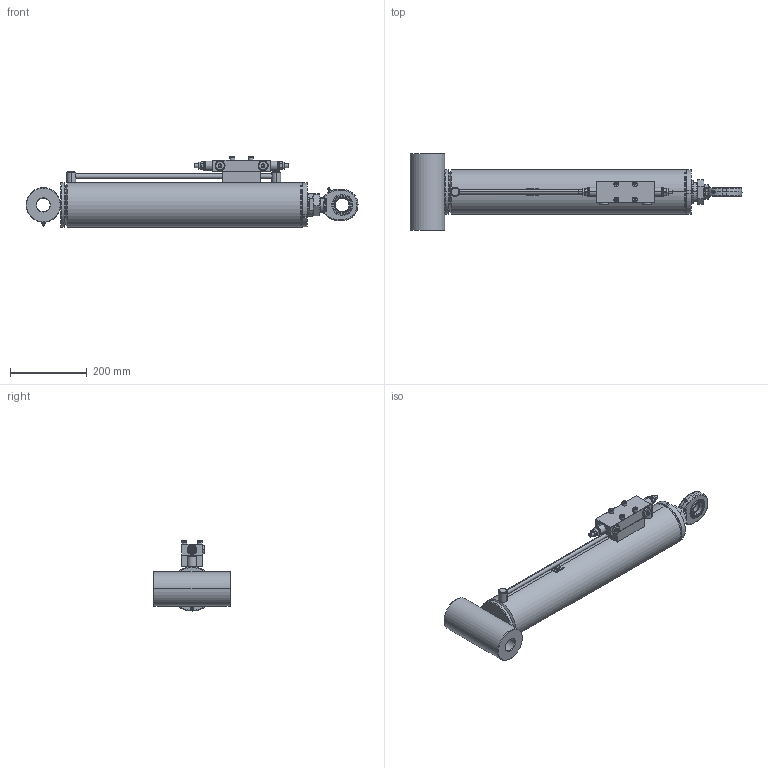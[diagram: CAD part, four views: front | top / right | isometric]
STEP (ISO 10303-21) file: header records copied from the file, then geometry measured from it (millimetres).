
FILE_DESCRIPTION (( 'STEP AP214' ), '1' );
FILE_NAME ('CFGCY0079450-Cylinder.step', '2026-03-06T15:40:13', ( 'Kramp IT' ), ( 'Kramp' ), 'SwSTEP 2.0', 'SolidWorks 2025', '' );
FILE_SCHEMA (( 'AUTOMOTIVE_DESIGN' ));
Length unit declared in the file: millimetre
Products named in the file (29): 439B363; GN81180; HL1215-EC; FPO50D382F35; 1003511090; DS2910004_Simplified; Rod-WA_Simplified; BUSH-EC; CFGCY0079450-Cylinder; GAR35DO2RS; FPO50D382F35_BASE; Tube_Simplified; DS2910004VM_Simplified; VSR06WD; LSN12MM90; Tube-MA_Simplified; DS2910013060_Simplified; DS2910013060VM_Simplified; MATE-AID; HL1215-RD; GAR35DO2RS-NUT; DC3910001; Tube-WA_Simplified; BUSHVM-EC; Rod_Simplified; VALVE-ASSEMBLY-BALANCE; 912840109; DS2909015
Assembly tree (32 placements, depth 5):
  CFGCY0079450-Cylinder
    Tube-WA_Simplified
      Tube-MA_Simplified
        Tube_Simplified
        LSN12MM90
      LSN12MM90
      DC3910001
        DC3910001
      BUSHVM-EC
        BUSH-EC
      VALVE-ASSEMBLY-BALANCE
        HL1215-EC
        HL1215-RD
        FPO50D382F35_BASE
          1003511090
          FPO50D382F35
          912840109  x4
          VSR06WD  x2
    Rod-WA_Simplified
      Rod_Simplified
      GAR35DO2RS-NUT
        GAR35DO2RS
        439B363
    DS2910013060VM_Simplified
      DS2910013060_Simplified
    DS2910004VM_Simplified
      DS2910004_Simplified
    DS2909015
    GN81180
  MATE-AID
Bounding box: 864 x 200 x 182.5 mm (x, y, z)
Volume: 5703302.3 mm3; surface area: 933999.2 mm2
Topology: 26 solids, 39 shells, 952 faces, 2173 edges, 1307 vertices
Faces by surface type: plane 341, cylinder 269, cone 220, bspline 72, torus 48, sphere 2
Entity records: 32596 total; most frequent: CARTESIAN_POINT 13582, DIRECTION 3913, ORIENTED_EDGE 3628, EDGE_CURVE 1840, AXIS2_PLACEMENT_3D 1589, VERTEX_POINT 1134, EDGE_LOOP 920, ADVANCED_FACE 818
